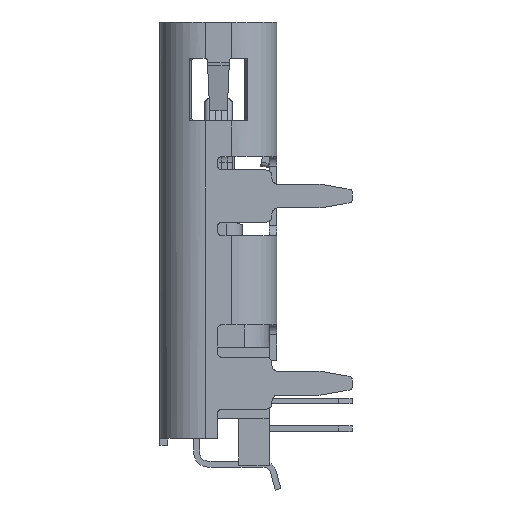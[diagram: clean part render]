
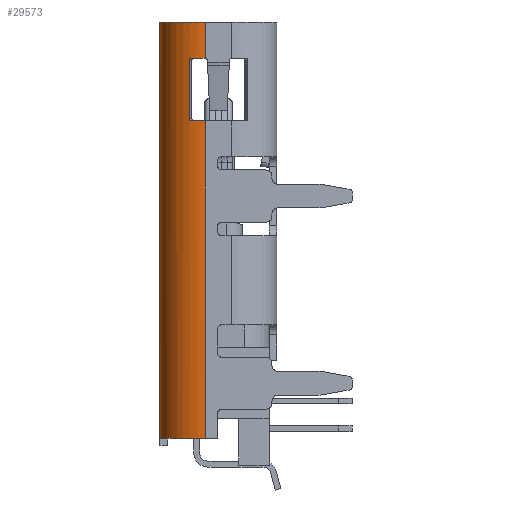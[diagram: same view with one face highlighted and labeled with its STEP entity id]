
A CAD part, left-side view. The second image highlights one B-rep face of the part: STEP entity #29573.
In plain terms, the highlighted cylindrical face has radius 1.15 mm (diameter 2.3 mm), a partial arc.
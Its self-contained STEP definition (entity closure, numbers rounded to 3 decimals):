
#1008 = ORIENTED_EDGE ( 'NONE', *, *, #20929, .F. ) ;
#1035 = LINE ( 'NONE', #17157, #11715 ) ;
#1172 = CARTESIAN_POINT ( 'NONE',  ( -4.312, 2.17, 4.995 ) ) ;
#1223 = LINE ( 'NONE', #7760, #4842 ) ;
#1571 = CARTESIAN_POINT ( 'NONE',  ( -3.228, 2.96, -4.586 ) ) ;
#1581 = VECTOR ( 'NONE', #2274, 1000. ) ;
#1736 = CARTESIAN_POINT ( 'NONE',  ( -3.22, 1.81, 4.995 ) ) ;
#1892 = AXIS2_PLACEMENT_3D ( 'NONE', #5827, #23359, #34952 ) ;
#2274 = DIRECTION ( 'NONE',  ( 0., 0., 1. ) ) ;
#2409 = CARTESIAN_POINT ( 'NONE',  ( -4.294, 2.22, 3.465 ) ) ;
#2591 = ORIENTED_EDGE ( 'NONE', *, *, #37453, .T. ) ;
#4607 = CARTESIAN_POINT ( 'NONE',  ( -3.221, 2.96, -4.57 ) ) ;
#4842 = VECTOR ( 'NONE', #30646, 1000. ) ;
#5070 = CARTESIAN_POINT ( 'NONE',  ( -4.294, 2.22, 4.973 ) ) ;
#5189 = VERTEX_POINT ( 'NONE', #10123 ) ;
#5279 = AXIS2_PLACEMENT_3D ( 'NONE', #16070, #36468, #13112 ) ;
#5355 = VERTEX_POINT ( 'NONE', #25198 ) ;
#5456 = ORIENTED_EDGE ( 'NONE', *, *, #28535, .F. ) ;
#5827 = CARTESIAN_POINT ( 'NONE',  ( -3.22, 1.81, -4.785 ) ) ;
#5940 = VECTOR ( 'NONE', #31232, 1000. ) ;
#6203 = DIRECTION ( 'NONE',  ( -1., 0., 0. ) ) ;
#6228 = CARTESIAN_POINT ( 'NONE',  ( -4.294, 2.22, 4.945 ) ) ;
#6387 = EDGE_CURVE ( 'NONE', #32031, #17994, #24251, .T. ) ;
#6474 = EDGE_CURVE ( 'NONE', #5189, #16960, #28814, .T. ) ;
#6525 = EDGE_CURVE ( 'NONE', #23728, #29498, #13284, .T. ) ;
#7661 = CARTESIAN_POINT ( 'NONE',  ( -3.254, 2.959, -4.607 ) ) ;
#7760 = CARTESIAN_POINT ( 'NONE',  ( -4.37, 1.81, -4.785 ) ) ;
#9168 = ORIENTED_EDGE ( 'NONE', *, *, #9903, .T. ) ;
#9903 = EDGE_CURVE ( 'NONE', #17994, #31895, #23523, .T. ) ;
#10123 = CARTESIAN_POINT ( 'NONE',  ( -3.22, 2.96, -4.559 ) ) ;
#10489 = EDGE_CURVE ( 'NONE', #32031, #5189, #36415, .T. ) ;
#11572 = CYLINDRICAL_SURFACE ( 'NONE', #1892, 1.15 ) ;
#11715 = VECTOR ( 'NONE', #13823, 1000. ) ;
#11782 = CARTESIAN_POINT ( 'NONE',  ( -4.37, 1.81, 4.995 ) ) ;
#12053 = CARTESIAN_POINT ( 'NONE',  ( -3.271, 2.959, -4.61 ) ) ;
#12332 = AXIS2_PLACEMENT_3D ( 'NONE', #23129, #31921, #25908 ) ;
#13079 = EDGE_CURVE ( 'NONE', #20852, #31895, #18304, .T. ) ;
#13112 = DIRECTION ( 'NONE',  ( -1., 0., 0. ) ) ;
#13181 = CARTESIAN_POINT ( 'NONE',  ( -3.222, 2.96, -4.576 ) ) ;
#13254 = CARTESIAN_POINT ( 'NONE',  ( -3.22, 2.96, 0. ) ) ;
#13284 = LINE ( 'NONE', #25629, #5940 ) ;
#13427 = CARTESIAN_POINT ( 'NONE',  ( -3.271, 2.959, -4.61 ) ) ;
#13677 = CARTESIAN_POINT ( 'NONE',  ( -3.231, 2.96, -4.591 ) ) ;
#13816 = VERTEX_POINT ( 'NONE', #11782 ) ;
#13823 = DIRECTION ( 'NONE',  ( 0., 0., 1. ) ) ;
#13974 = DIRECTION ( 'NONE',  ( 0., 0., 1. ) ) ;
#15048 = EDGE_CURVE ( 'NONE', #13816, #30983, #34176, .T. ) ;
#15898 = CARTESIAN_POINT ( 'NONE',  ( -4.304, 2.196, 3.415 ) ) ;
#16070 = CARTESIAN_POINT ( 'NONE',  ( -3.22, 1.81, -4.61 ) ) ;
#16087 = CARTESIAN_POINT ( 'NONE',  ( -3.22, 2.96, -4.546 ) ) ;
#16370 = CARTESIAN_POINT ( 'NONE',  ( -3.265, 2.959, -4.61 ) ) ;
#16960 = VERTEX_POINT ( 'NONE', #16087 ) ;
#17157 = CARTESIAN_POINT ( 'NONE',  ( -3.22, 2.96, -4.785 ) ) ;
#17994 = VERTEX_POINT ( 'NONE', #20103 ) ;
#18019 = ORIENTED_EDGE ( 'NONE', *, *, #15048, .F. ) ;
#18304 = CIRCLE ( 'NONE', #30486, 1.15 ) ;
#19311 = B_SPLINE_CURVE_WITH_KNOTS ( 'NONE', 3,
 ( #28355, #5070, #25533, #28476 ),
 .UNSPECIFIED., .F., .F.,
 ( 4, 4 ),
 ( 0., 1. ),
 .UNSPECIFIED. ) ;
#19510 = ORIENTED_EDGE ( 'NONE', *, *, #13079, .F. ) ;
#19541 = CARTESIAN_POINT ( 'NONE',  ( -3.22, 2.96, -4.563 ) ) ;
#19571 = EDGE_LOOP ( 'NONE', ( #33444, #35386, #9168, #19510, #1008, #30242, #27201, #18019, #2591, #30256, #5456, #24161 ) ) ;
#20103 = CARTESIAN_POINT ( 'NONE',  ( -4.37, 1.81, -4.61 ) ) ;
#20852 = VERTEX_POINT ( 'NONE', #36430 ) ;
#20929 = EDGE_CURVE ( 'NONE', #29498, #20852, #33257, .T. ) ;
#22233 = CARTESIAN_POINT ( 'NONE',  ( -3.235, 2.96, -4.595 ) ) ;
#23129 = CARTESIAN_POINT ( 'NONE',  ( -3.22, 1.81, 5.915 ) ) ;
#23359 = DIRECTION ( 'NONE',  ( 0., 0., 1. ) ) ;
#23523 = LINE ( 'NONE', #31759, #1581 ) ;
#23728 = VERTEX_POINT ( 'NONE', #6228 ) ;
#23942 = CIRCLE ( 'NONE', #12332, 1.15 ) ;
#24147 = VERTEX_POINT ( 'NONE', #30498 ) ;
#24161 = ORIENTED_EDGE ( 'NONE', *, *, #6474, .F. ) ;
#24251 = CIRCLE ( 'NONE', #5279, 1.15 ) ;
#24343 = CARTESIAN_POINT ( 'NONE',  ( -4.294, 2.22, 3.465 ) ) ;
#24926 = CARTESIAN_POINT ( 'NONE',  ( -3.22, 2.96, -4.559 ) ) ;
#25095 = DIRECTION ( 'NONE',  ( 1., 0., 0. ) ) ;
#25198 = CARTESIAN_POINT ( 'NONE',  ( -3.22, 2.96, 5.915 ) ) ;
#25533 = CARTESIAN_POINT ( 'NONE',  ( -4.303, 2.197, 4.995 ) ) ;
#25629 = CARTESIAN_POINT ( 'NONE',  ( -4.294, 2.22, -4.785 ) ) ;
#25908 = DIRECTION ( 'NONE',  ( 1., 0., 0. ) ) ;
#26619 = EDGE_CURVE ( 'NONE', #23728, #30983, #19311, .T. ) ;
#27201 = ORIENTED_EDGE ( 'NONE', *, *, #26619, .T. ) ;
#27406 = EDGE_CURVE ( 'NONE', #5355, #24147, #23942, .T. ) ;
#27903 = VECTOR ( 'NONE', #13974, 1000. ) ;
#28242 = CARTESIAN_POINT ( 'NONE',  ( -3.259, 2.959, -4.609 ) ) ;
#28355 = CARTESIAN_POINT ( 'NONE',  ( -4.294, 2.22, 4.945 ) ) ;
#28476 = CARTESIAN_POINT ( 'NONE',  ( -4.312, 2.17, 4.995 ) ) ;
#28535 = EDGE_CURVE ( 'NONE', #16960, #5355, #1035, .T. ) ;
#28814 = LINE ( 'NONE', #13254, #27903 ) ;
#29498 = VERTEX_POINT ( 'NONE', #2409 ) ;
#29573 = ADVANCED_FACE ( 'NONE', ( #35799 ), #11572, .T. ) ;
#30242 = ORIENTED_EDGE ( 'NONE', *, *, #6525, .F. ) ;
#30256 = ORIENTED_EDGE ( 'NONE', *, *, #27406, .F. ) ;
#30486 = AXIS2_PLACEMENT_3D ( 'NONE', #34335, #32269, #6203 ) ;
#30498 = CARTESIAN_POINT ( 'NONE',  ( -4.37, 1.81, 5.915 ) ) ;
#30646 = DIRECTION ( 'NONE',  ( 0., 0., 1. ) ) ;
#30801 = CARTESIAN_POINT ( 'NONE',  ( -3.249, 2.96, -4.605 ) ) ;
#30983 = VERTEX_POINT ( 'NONE', #1172 ) ;
#31171 = CARTESIAN_POINT ( 'NONE',  ( -3.22, 2.96, -4.567 ) ) ;
#31232 = DIRECTION ( 'NONE',  ( 0., 0., -1. ) ) ;
#31759 = CARTESIAN_POINT ( 'NONE',  ( -4.37, 1.81, -4.785 ) ) ;
#31895 = VERTEX_POINT ( 'NONE', #34800 ) ;
#31921 = DIRECTION ( 'NONE',  ( 0., 0., 1. ) ) ;
#32031 = VERTEX_POINT ( 'NONE', #12053 ) ;
#32269 = DIRECTION ( 'NONE',  ( 0., 0., 1. ) ) ;
#33026 = CARTESIAN_POINT ( 'NONE',  ( -4.312, 2.17, 3.415 ) ) ;
#33257 = B_SPLINE_CURVE_WITH_KNOTS ( 'NONE', 3,
 ( #24343, #35936, #15898, #33026 ),
 .UNSPECIFIED., .F., .F.,
 ( 4, 4 ),
 ( 0., 1. ),
 .UNSPECIFIED. ) ;
#33444 = ORIENTED_EDGE ( 'NONE', *, *, #10489, .F. ) ;
#34123 = CARTESIAN_POINT ( 'NONE',  ( -3.244, 2.96, -4.602 ) ) ;
#34176 = CIRCLE ( 'NONE', #34977, 1.15 ) ;
#34335 = CARTESIAN_POINT ( 'NONE',  ( -3.22, 1.81, 3.415 ) ) ;
#34800 = CARTESIAN_POINT ( 'NONE',  ( -4.37, 1.81, 3.415 ) ) ;
#34952 = DIRECTION ( 'NONE',  ( 1., 0., 0. ) ) ;
#34977 = AXIS2_PLACEMENT_3D ( 'NONE', #1736, #36816, #25095 ) ;
#35386 = ORIENTED_EDGE ( 'NONE', *, *, #6387, .T. ) ;
#35799 = FACE_OUTER_BOUND ( 'NONE', #19571, .T. ) ;
#35936 = CARTESIAN_POINT ( 'NONE',  ( -4.294, 2.22, 3.437 ) ) ;
#36415 = B_SPLINE_CURVE_WITH_KNOTS ( 'NONE', 3,
 ( #13427, #16370, #28242, #7661, #30801, #34123, #36535, #22233, #13677, #1571, #37041, #13181, #4607, #31171, #19541, #24926 ),
 .UNSPECIFIED., .F., .F.,
 ( 4, 3, 3, 3, 3, 4 ),
 ( 0., 0., 0., 0., 0., 0. ),
 .UNSPECIFIED. ) ;
#36430 = CARTESIAN_POINT ( 'NONE',  ( -4.312, 2.17, 3.415 ) ) ;
#36468 = DIRECTION ( 'NONE',  ( 0., 0., 1. ) ) ;
#36535 = CARTESIAN_POINT ( 'NONE',  ( -3.239, 2.96, -4.599 ) ) ;
#36816 = DIRECTION ( 'NONE',  ( 0., 0., -1. ) ) ;
#37041 = CARTESIAN_POINT ( 'NONE',  ( -3.225, 2.96, -4.581 ) ) ;
#37453 = EDGE_CURVE ( 'NONE', #13816, #24147, #1223, .T. ) ;
